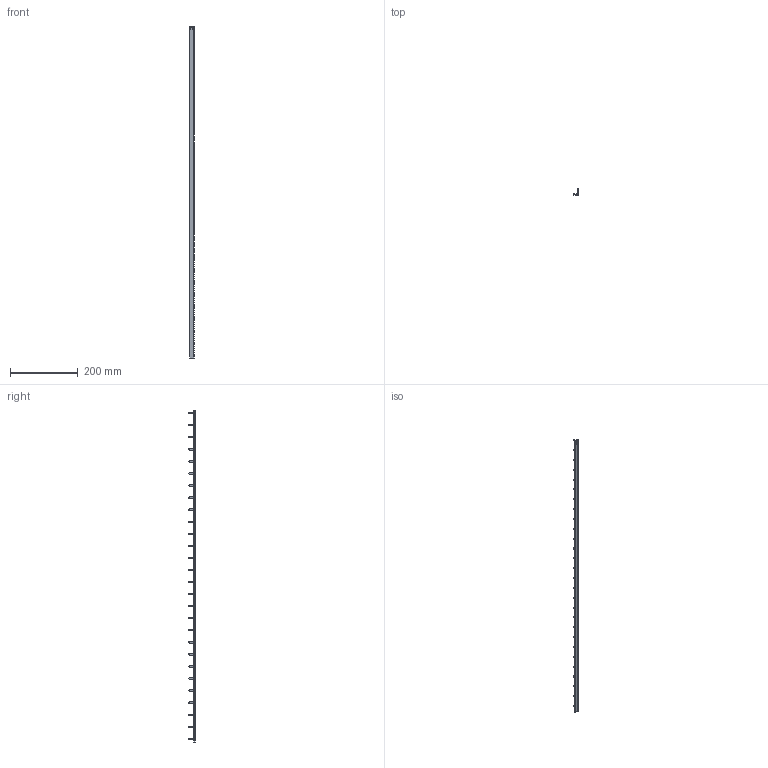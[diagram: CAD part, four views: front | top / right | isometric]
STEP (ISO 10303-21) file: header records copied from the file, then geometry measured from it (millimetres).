
FILE_DESCRIPTION((''),'2;1');
FILE_NAME('STP-3173-ORIGINAL_ASM','2021-05-10T',('marketing.praksa'),('Audax d.o.o.'),'CREO PARAMETRIC BY PTC INC, 2017480','CREO PARAMETRIC BY PTC INC, 2017480','');
FILE_SCHEMA(('AUTOMOTIVE_DESIGN { 1 0 10303 214 1 1 1 1 }'));
Length unit declared in the file: millimetre
Products named in the file (4): PRT9516; PRT9517; PRT9518; STP-3173-ORIGINAL_ASM
Assembly tree (3 placements, depth 2):
  STP-3173-ORIGINAL_ASM
    PRT9516
    PRT9517
    PRT9518
Bounding box: 14.7 x 18.29 x 980 mm (x, y, z)
Volume: 52874.3 mm3; surface area: 39112.7 mm2
Topology: 32 solids, 32 shells, 313 faces, 738 edges, 492 vertices
Faces by surface type: plane 203, cylinder 110
Entity records: 13995 total; most frequent: CARTESIAN_POINT 1591, DIRECTION 1582, ORIENTED_EDGE 1476, PRESENTATION_STYLE_ASSIGNMENT 1083, STYLED_ITEM 1083, CURVE_STYLE 738, EDGE_CURVE 738, AXIS2_PLACEMENT_3D 532
